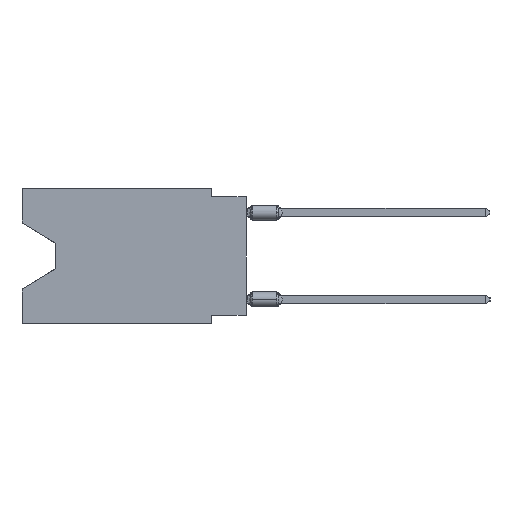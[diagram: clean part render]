
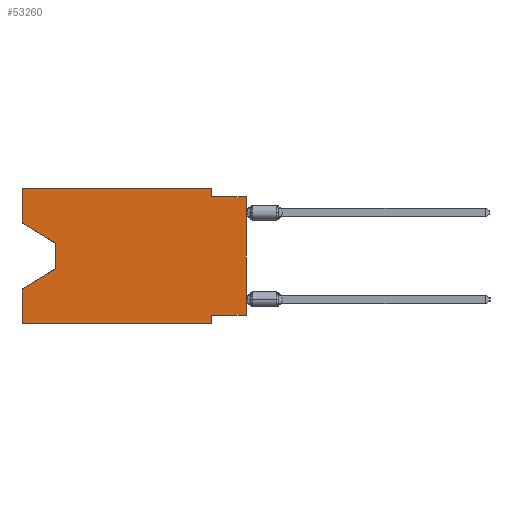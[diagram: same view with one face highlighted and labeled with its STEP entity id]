
A CAD part, left-side view. The second image highlights one B-rep face of the part: STEP entity #53260.
In plain terms, the highlighted planar face has unit normal (-1, 0, 0).
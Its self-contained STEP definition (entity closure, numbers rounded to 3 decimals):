
#749 = DIRECTION ( 'NONE',  ( 0., 0., -1. ) ) ;
#783 = CARTESIAN_POINT ( 'NONE',  ( 0., 2.54, 0. ) ) ;
#1069 = DIRECTION ( 'NONE',  ( 0., 0., 1. ) ) ;
#1219 = VECTOR ( 'NONE', #749, 1000. ) ;
#1521 = CARTESIAN_POINT ( 'NONE',  ( 0., 13.97, -4.013 ) ) ;
#2160 = FACE_OUTER_BOUND ( 'NONE', #22080, .T. ) ;
#2360 = LINE ( 'NONE', #36257, #18485 ) ;
#3012 = EDGE_CURVE ( 'NONE', #43783, #28179, #30453, .T. ) ;
#4124 = CARTESIAN_POINT ( 'NONE',  ( 0., 16.383, -2.546 ) ) ;
#4339 = DIRECTION ( 'NONE',  ( 0., 0., -1. ) ) ;
#4349 = VERTEX_POINT ( 'NONE', #4124 ) ;
#5099 = CARTESIAN_POINT ( 'NONE',  ( 0., 13.97, -5.893 ) ) ;
#6230 = DIRECTION ( 'NONE',  ( 1., 0., 0. ) ) ;
#6482 = CARTESIAN_POINT ( 'NONE',  ( 0., 2.54, -9.271 ) ) ;
#6501 = DIRECTION ( 'NONE',  ( 0., -0.855, -0.519 ) ) ;
#7151 = EDGE_CURVE ( 'NONE', #43783, #28378, #14281, .T. ) ;
#8006 = VECTOR ( 'NONE', #25804, 1000. ) ;
#8549 = ORIENTED_EDGE ( 'NONE', *, *, #3012, .F. ) ;
#9247 = CARTESIAN_POINT ( 'NONE',  ( 0., 0., -0.635 ) ) ;
#10125 = VECTOR ( 'NONE', #4339, 1000. ) ;
#10199 = DIRECTION ( 'NONE',  ( 0., -1., 0. ) ) ;
#11091 = EDGE_CURVE ( 'NONE', #21118, #21547, #45536, .T. ) ;
#13274 = ORIENTED_EDGE ( 'NONE', *, *, #41564, .F. ) ;
#14126 = PLANE ( 'NONE',  #36910 ) ;
#14281 = LINE ( 'NONE', #39467, #37757 ) ;
#15396 = CARTESIAN_POINT ( 'NONE',  ( 0., 0., -9.271 ) ) ;
#16135 = VECTOR ( 'NONE', #6501, 1000. ) ;
#17168 = VERTEX_POINT ( 'NONE', #24778 ) ;
#17854 = VERTEX_POINT ( 'NONE', #15396 ) ;
#17875 = CARTESIAN_POINT ( 'NONE',  ( 0., 2.54, -0.635 ) ) ;
#18038 = ORIENTED_EDGE ( 'NONE', *, *, #53346, .T. ) ;
#18485 = VECTOR ( 'NONE', #19460, 1000. ) ;
#19028 = ORIENTED_EDGE ( 'NONE', *, *, #11091, .F. ) ;
#19257 = CARTESIAN_POINT ( 'NONE',  ( 0., 16.383, 0. ) ) ;
#19460 = DIRECTION ( 'NONE',  ( 0., -1., 0. ) ) ;
#19900 = CARTESIAN_POINT ( 'NONE',  ( 0., 2.54, 0. ) ) ;
#20326 = LINE ( 'NONE', #19257, #21039 ) ;
#20489 = VERTEX_POINT ( 'NONE', #1521 ) ;
#20825 = ORIENTED_EDGE ( 'NONE', *, *, #49856, .T. ) ;
#21039 = VECTOR ( 'NONE', #52320, 1000. ) ;
#21118 = VERTEX_POINT ( 'NONE', #19900 ) ;
#21547 = VERTEX_POINT ( 'NONE', #17875 ) ;
#22080 = EDGE_LOOP ( 'NONE', ( #18038, #20825, #43406, #8549, #38340, #49018, #35785, #33815, #13274, #19028, #26336, #45936 ) ) ;
#23260 = CARTESIAN_POINT ( 'NONE',  ( 0., 0., -0.635 ) ) ;
#23665 = VECTOR ( 'NONE', #30720, 1000. ) ;
#23932 = VECTOR ( 'NONE', #1069, 1000. ) ;
#24393 = LINE ( 'NONE', #52574, #1219 ) ;
#24706 = DIRECTION ( 'NONE',  ( 0., 0., -1. ) ) ;
#24778 = CARTESIAN_POINT ( 'NONE',  ( 0., 16.383, 0. ) ) ;
#25804 = DIRECTION ( 'NONE',  ( 0., -1., 0. ) ) ;
#26336 = ORIENTED_EDGE ( 'NONE', *, *, #42247, .F. ) ;
#26408 = EDGE_CURVE ( 'NONE', #17854, #32557, #53038, .T. ) ;
#27689 = CARTESIAN_POINT ( 'NONE',  ( 0., 13.97, -4.013 ) ) ;
#27863 = LINE ( 'NONE', #48465, #41026 ) ;
#28179 = VERTEX_POINT ( 'NONE', #45370 ) ;
#28378 = VERTEX_POINT ( 'NONE', #38853 ) ;
#28909 = CARTESIAN_POINT ( 'NONE',  ( 0., 0., -9.271 ) ) ;
#30453 = LINE ( 'NONE', #51339, #23665 ) ;
#30720 = DIRECTION ( 'NONE',  ( 0., 0., 1. ) ) ;
#32557 = VERTEX_POINT ( 'NONE', #6482 ) ;
#32798 = EDGE_CURVE ( 'NONE', #32557, #28378, #24393, .T. ) ;
#33815 = ORIENTED_EDGE ( 'NONE', *, *, #52964, .T. ) ;
#35517 = DIRECTION ( 'NONE',  ( 0., 0., -1. ) ) ;
#35785 = ORIENTED_EDGE ( 'NONE', *, *, #26408, .F. ) ;
#36257 = CARTESIAN_POINT ( 'NONE',  ( 0., 16.383, 0. ) ) ;
#36910 = AXIS2_PLACEMENT_3D ( 'NONE', #39043, #6230, #35517 ) ;
#37757 = VECTOR ( 'NONE', #10199, 1000. ) ;
#37914 = VERTEX_POINT ( 'NONE', #5099 ) ;
#37980 = VERTEX_POINT ( 'NONE', #23260 ) ;
#38140 = VECTOR ( 'NONE', #48697, 1000. ) ;
#38340 = ORIENTED_EDGE ( 'NONE', *, *, #7151, .T. ) ;
#38853 = CARTESIAN_POINT ( 'NONE',  ( 0., 2.54, -9.906 ) ) ;
#39043 = CARTESIAN_POINT ( 'NONE',  ( 0., 16.383, 0. ) ) ;
#39467 = CARTESIAN_POINT ( 'NONE',  ( 0., 16.383, -9.906 ) ) ;
#41026 = VECTOR ( 'NONE', #44384, 1000. ) ;
#41564 = EDGE_CURVE ( 'NONE', #21547, #37980, #46379, .T. ) ;
#41869 = EDGE_CURVE ( 'NONE', #4349, #17168, #20326, .T. ) ;
#42034 = LINE ( 'NONE', #51513, #23932 ) ;
#42247 = EDGE_CURVE ( 'NONE', #17168, #21118, #2360, .T. ) ;
#42265 = VECTOR ( 'NONE', #24706, 1000. ) ;
#43405 = EDGE_CURVE ( 'NONE', #37914, #28179, #27863, .T. ) ;
#43406 = ORIENTED_EDGE ( 'NONE', *, *, #43405, .T. ) ;
#43647 = CARTESIAN_POINT ( 'NONE',  ( 0., 16.383, -2.546 ) ) ;
#43783 = VERTEX_POINT ( 'NONE', #52993 ) ;
#44384 = DIRECTION ( 'NONE',  ( 0., 0.855, -0.519 ) ) ;
#45370 = CARTESIAN_POINT ( 'NONE',  ( 0., 16.383, -7.36 ) ) ;
#45536 = LINE ( 'NONE', #783, #10125 ) ;
#45936 = ORIENTED_EDGE ( 'NONE', *, *, #41869, .F. ) ;
#46379 = LINE ( 'NONE', #9247, #8006 ) ;
#47981 = LINE ( 'NONE', #43647, #16135 ) ;
#48465 = CARTESIAN_POINT ( 'NONE',  ( 0., 13.97, -5.893 ) ) ;
#48545 = LINE ( 'NONE', #27689, #42265 ) ;
#48697 = DIRECTION ( 'NONE',  ( 0., 1., 0. ) ) ;
#49018 = ORIENTED_EDGE ( 'NONE', *, *, #32798, .F. ) ;
#49856 = EDGE_CURVE ( 'NONE', #20489, #37914, #48545, .T. ) ;
#51339 = CARTESIAN_POINT ( 'NONE',  ( 0., 16.383, 0. ) ) ;
#51513 = CARTESIAN_POINT ( 'NONE',  ( 0., 0., 0. ) ) ;
#52320 = DIRECTION ( 'NONE',  ( 0., 0., 1. ) ) ;
#52574 = CARTESIAN_POINT ( 'NONE',  ( 0., 2.54, -9.906 ) ) ;
#52964 = EDGE_CURVE ( 'NONE', #17854, #37980, #42034, .T. ) ;
#52993 = CARTESIAN_POINT ( 'NONE',  ( 0., 16.383, -9.906 ) ) ;
#53038 = LINE ( 'NONE', #28909, #38140 ) ;
#53260 = ADVANCED_FACE ( 'NONE', ( #2160 ), #14126, .F. ) ;
#53346 = EDGE_CURVE ( 'NONE', #4349, #20489, #47981, .T. ) ;
